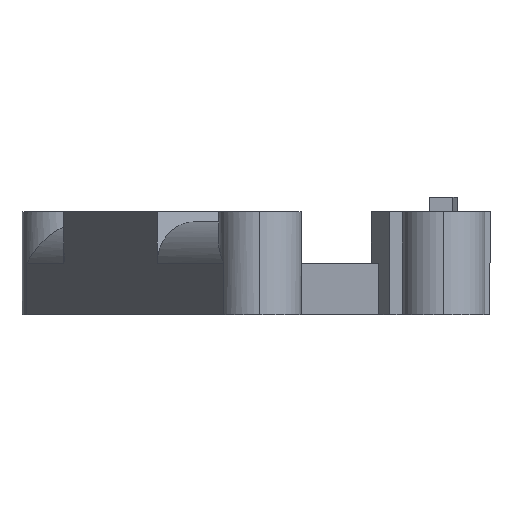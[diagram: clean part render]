
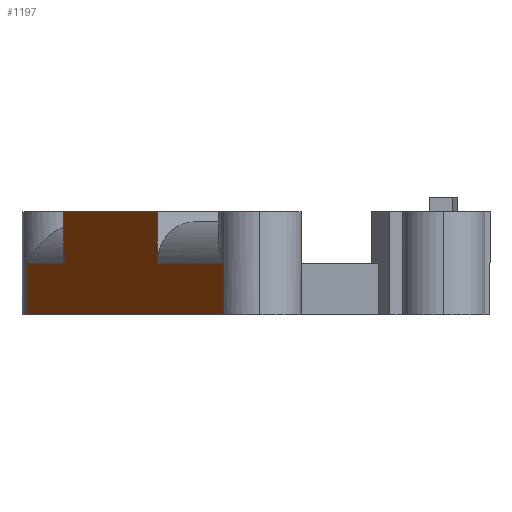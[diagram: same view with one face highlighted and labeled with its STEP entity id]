
A CAD part, left-side view. The second image highlights one B-rep face of the part: STEP entity #1197.
In plain terms, the highlighted planar face has unit normal (-0.477, 0.879, 0).
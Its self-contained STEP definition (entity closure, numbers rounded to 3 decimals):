
#25 = CARTESIAN_POINT ( 'NONE',  ( 21.722, 51.66, 10. ) ) ;
#27 = VERTEX_POINT ( 'NONE', #25 ) ;
#88 = EDGE_CURVE ( 'NONE', #2805, #143, #2752, .T. ) ;
#137 = DIRECTION ( 'NONE',  ( -0.879, -0.477, 0. ) ) ;
#143 = VERTEX_POINT ( 'NONE', #1364 ) ;
#146 = CARTESIAN_POINT ( 'NONE',  ( 45.45, 64.544, 20. ) ) ;
#178 = CARTESIAN_POINT ( 'NONE',  ( 21.722, 51.66, 0. ) ) ;
#198 = PLANE ( 'NONE',  #2677 ) ;
#273 = VERTEX_POINT ( 'NONE', #1972 ) ;
#346 = CARTESIAN_POINT ( 'NONE',  ( 45.45, 64.544, 10. ) ) ;
#409 = VECTOR ( 'NONE', #1460, 1000. ) ;
#442 = EDGE_CURVE ( 'NONE', #273, #958, #478, .T. ) ;
#449 = DIRECTION ( 'NONE',  ( 0.477, -0.879, 0. ) ) ;
#452 = DIRECTION ( 'NONE',  ( 0., 0., -1. ) ) ;
#453 = VERTEX_POINT ( 'NONE', #178 ) ;
#478 = LINE ( 'NONE', #3026, #764 ) ;
#513 = CARTESIAN_POINT ( 'NONE',  ( -16.717, 30.789, 0. ) ) ;
#532 = ORIENTED_EDGE ( 'NONE', *, *, #2767, .T. ) ;
#534 = CARTESIAN_POINT ( 'NONE',  ( 78.845, 82.676, 20. ) ) ;
#558 = LINE ( 'NONE', #2632, #2886 ) ;
#680 = VECTOR ( 'NONE', #137, 1000. ) ;
#717 = FACE_OUTER_BOUND ( 'NONE', #2394, .T. ) ;
#764 = VECTOR ( 'NONE', #452, 1000. ) ;
#835 = CARTESIAN_POINT ( 'NONE',  ( 92.027, 89.833, 0. ) ) ;
#851 = LINE ( 'NONE', #513, #1900 ) ;
#958 = VERTEX_POINT ( 'NONE', #835 ) ;
#1069 = EDGE_CURVE ( 'NONE', #2805, #2566, #2840, .T. ) ;
#1098 = VECTOR ( 'NONE', #1321, 1000. ) ;
#1118 = DIRECTION ( 'NONE',  ( 0., 0., -1. ) ) ;
#1187 = DIRECTION ( 'NONE',  ( -0.879, -0.477, 0. ) ) ;
#1197 = ADVANCED_FACE ( 'NONE', ( #717 ), #198, .F. ) ;
#1321 = DIRECTION ( 'NONE',  ( 0., 0., -1. ) ) ;
#1323 = DIRECTION ( 'NONE',  ( -0.879, -0.477, 0. ) ) ;
#1352 = EDGE_CURVE ( 'NONE', #273, #143, #2045, .T. ) ;
#1364 = CARTESIAN_POINT ( 'NONE',  ( 78.845, 82.676, 10. ) ) ;
#1410 = CARTESIAN_POINT ( 'NONE',  ( 78.845, 82.676, 20. ) ) ;
#1460 = DIRECTION ( 'NONE',  ( 0., 0., -1. ) ) ;
#1473 = CARTESIAN_POINT ( 'NONE',  ( -16.717, 30.789, 10. ) ) ;
#1625 = VERTEX_POINT ( 'NONE', #346 ) ;
#1769 = ORIENTED_EDGE ( 'NONE', *, *, #2500, .F. ) ;
#1821 = DIRECTION ( 'NONE',  ( -0.879, -0.477, 0. ) ) ;
#1900 = VECTOR ( 'NONE', #1323, 1000. ) ;
#1971 = ORIENTED_EDGE ( 'NONE', *, *, #1352, .F. ) ;
#1972 = CARTESIAN_POINT ( 'NONE',  ( 92.027, 89.833, 10. ) ) ;
#2027 = DIRECTION ( 'NONE',  ( 0.879, 0.477, 0. ) ) ;
#2045 = LINE ( 'NONE', #2565, #2246 ) ;
#2208 = CARTESIAN_POINT ( 'NONE',  ( 45.45, 64.544, 20. ) ) ;
#2246 = VECTOR ( 'NONE', #1821, 1000. ) ;
#2264 = ORIENTED_EDGE ( 'NONE', *, *, #1069, .F. ) ;
#2304 = CARTESIAN_POINT ( 'NONE',  ( 78.845, 82.676, 20. ) ) ;
#2316 = ORIENTED_EDGE ( 'NONE', *, *, #442, .T. ) ;
#2394 = EDGE_LOOP ( 'NONE', ( #2635, #1971, #2316, #532, #2954, #2599, #1769, #2264 ) ) ;
#2460 = VECTOR ( 'NONE', #1187, 1000. ) ;
#2500 = EDGE_CURVE ( 'NONE', #2566, #1625, #2816, .T. ) ;
#2565 = CARTESIAN_POINT ( 'NONE',  ( -16.717, 30.789, 10. ) ) ;
#2566 = VERTEX_POINT ( 'NONE', #2208 ) ;
#2599 = ORIENTED_EDGE ( 'NONE', *, *, #3096, .F. ) ;
#2632 = CARTESIAN_POINT ( 'NONE',  ( 21.722, 51.66, 10. ) ) ;
#2635 = ORIENTED_EDGE ( 'NONE', *, *, #88, .T. ) ;
#2677 = AXIS2_PLACEMENT_3D ( 'NONE', #1473, #449, #2027 ) ;
#2752 = LINE ( 'NONE', #534, #1098 ) ;
#2767 = EDGE_CURVE ( 'NONE', #958, #453, #851, .T. ) ;
#2805 = VERTEX_POINT ( 'NONE', #2304 ) ;
#2816 = LINE ( 'NONE', #146, #409 ) ;
#2840 = LINE ( 'NONE', #1410, #680 ) ;
#2886 = VECTOR ( 'NONE', #1118, 1000. ) ;
#2905 = EDGE_CURVE ( 'NONE', #27, #453, #558, .T. ) ;
#2954 = ORIENTED_EDGE ( 'NONE', *, *, #2905, .F. ) ;
#3016 = CARTESIAN_POINT ( 'NONE',  ( -16.717, 30.789, 10. ) ) ;
#3026 = CARTESIAN_POINT ( 'NONE',  ( 92.027, 89.833, 10. ) ) ;
#3096 = EDGE_CURVE ( 'NONE', #1625, #27, #3285, .T. ) ;
#3285 = LINE ( 'NONE', #3016, #2460 ) ;
